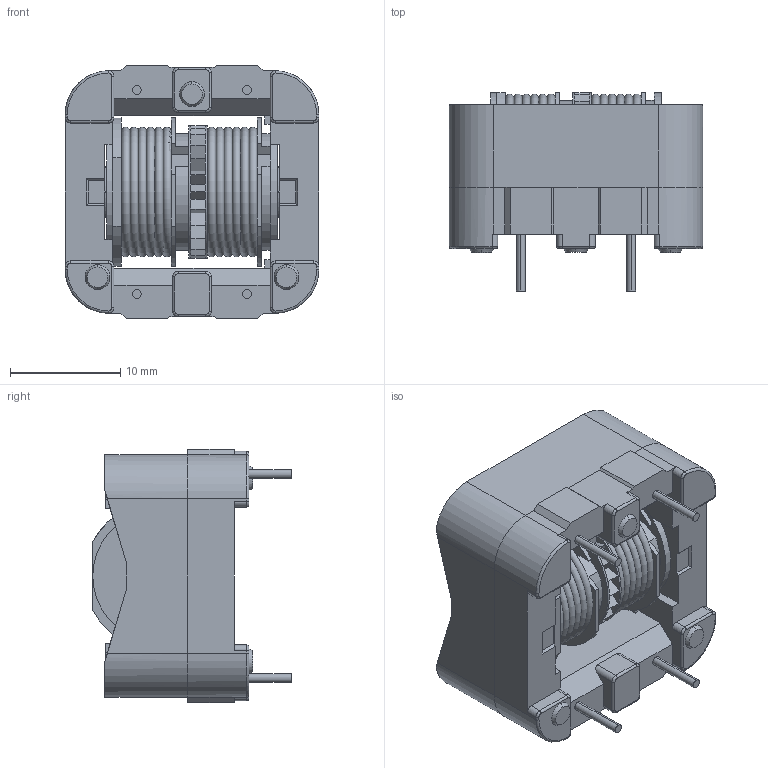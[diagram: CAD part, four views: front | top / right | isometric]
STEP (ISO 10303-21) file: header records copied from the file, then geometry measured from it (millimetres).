
FILE_DESCRIPTION (( 'STEP AP214' ), '1' );
FILE_NAME ('SSR21NH(MAX-LOGO).STEP', '2018-11-06T02:24:23', ( '' ), ( '' ), 'SwSTEP 2.0', 'SolidWorks 2018', '' );
FILE_SCHEMA (( 'AUTOMOTIVE_DESIGN' ));
Length unit declared in the file: millimetre
Products named in the file (1): SSR21NH(MAX-LOGO)
Bounding box: 23 x 18 x 23 mm (x, y, z)
Volume: 4819.1 mm3; surface area: 4733.4 mm2
Topology: 1 solids, 1 shells, 519 faces, 1292 edges, 798 vertices
Faces by surface type: plane 340, cylinder 123, torus 50, cone 6
Entity records: 20965 total; most frequent: DIRECTION 2702, CARTESIAN_POINT 2658, ORIENTED_EDGE 2584, EDGE_CURVE 1292, AXIS2_PLACEMENT_3D 906, VECTOR 890, LINE 890, VERTEX_POINT 798
